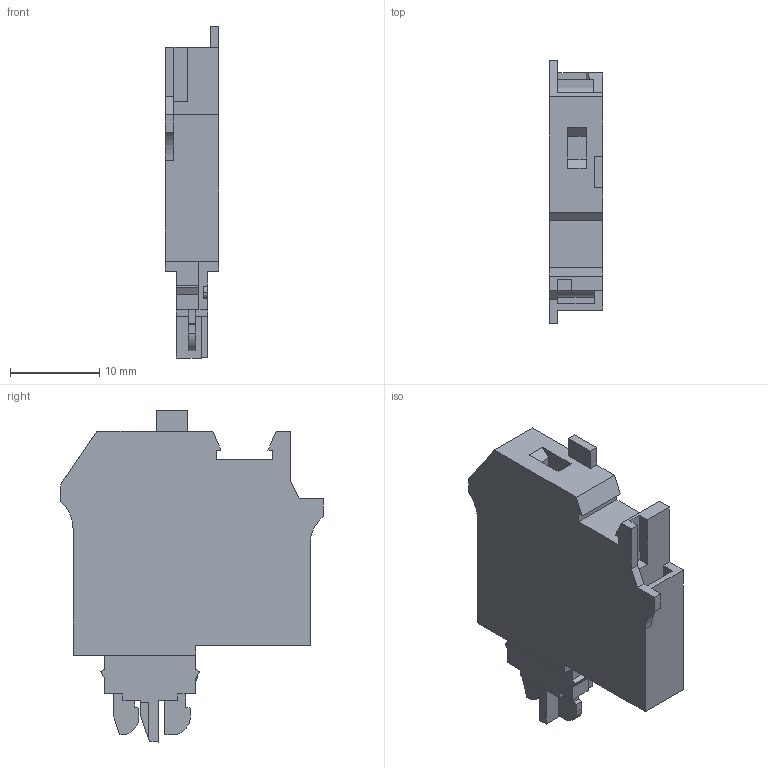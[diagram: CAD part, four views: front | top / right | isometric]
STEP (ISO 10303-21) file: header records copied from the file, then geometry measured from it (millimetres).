
FILE_DESCRIPTION(('STEP AP214'),'1');
FILE_NAME('cctmp_CDE0C218-0913-46D0-95FB-1766215F3377_2023_07_24_22_10_25_0917..stp','2023-07-24T20:10:26',('SIEMENS A&D'),('CADClick - www.CADClick.com'),'Spatial InterOp 3D postprocessed',' ','unknown authorization');
FILE_SCHEMA(('AUTOMOTIVE_DESIGN'));
Length unit declared in the file: millimetre
Products named in the file (1): 2023_07_24_22_10_25_0917
Bounding box: 6.05 x 29.5 x 37.25 mm (x, y, z)
Volume: 3769.5 mm3; surface area: 2453.9 mm2
Topology: 1 solids, 1 shells, 109 faces, 317 edges, 211 vertices
Faces by surface type: plane 101, cylinder 8
Entity records: 3895 total; most frequent: CARTESIAN_POINT 638, ORIENTED_EDGE 634, DIRECTION 553, EDGE_CURVE 317, LINE 301, VECTOR 301, VERTEX_POINT 211, AXIS2_PLACEMENT_3D 126
